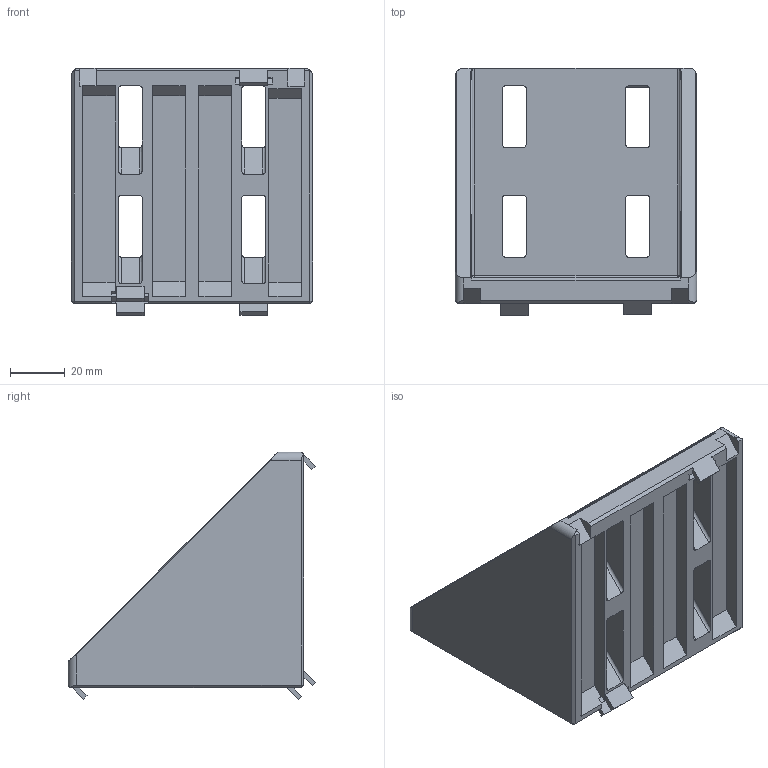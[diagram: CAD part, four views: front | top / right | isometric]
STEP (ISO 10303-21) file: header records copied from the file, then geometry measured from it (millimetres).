
FILE_DESCRIPTION (( 'STEP AP214' ), '1' );
FILE_NAME ('AL-3.21.45.9090.STEP', '2019-10-22T07:58:42', ( '' ), ( '' ), 'SwSTEP 2.0', 'SolidWorks 2018', '' );
FILE_SCHEMA (( 'AUTOMOTIVE_DESIGN' ));
Length unit declared in the file: millimetre
Products named in the file (1): AL-3.21.45.9090
Bounding box: 88 x 90.38 x 90.38 mm (x, y, z)
Volume: 115666.4 mm3; surface area: 52979.7 mm2
Topology: 1 solids, 1 shells, 206 faces, 577 edges, 376 vertices
Faces by surface type: plane 154, cylinder 46, sphere 2, bspline 2, torus 2
Entity records: 6601 total; most frequent: CARTESIAN_POINT 1384, ORIENTED_EDGE 1150, DIRECTION 971, EDGE_CURVE 575, LINE 469, VECTOR 469, VERTEX_POINT 376, AXIS2_PLACEMENT_3D 251
